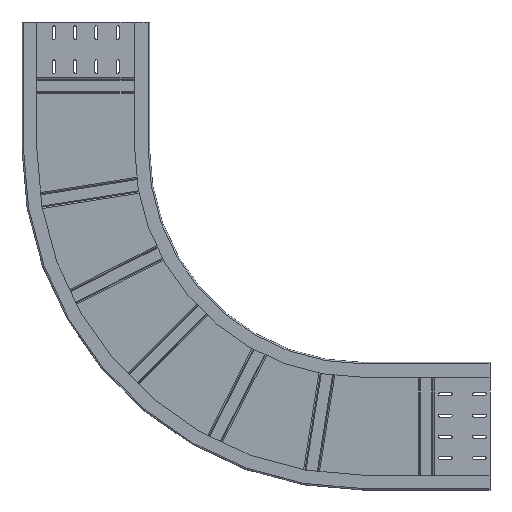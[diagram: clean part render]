
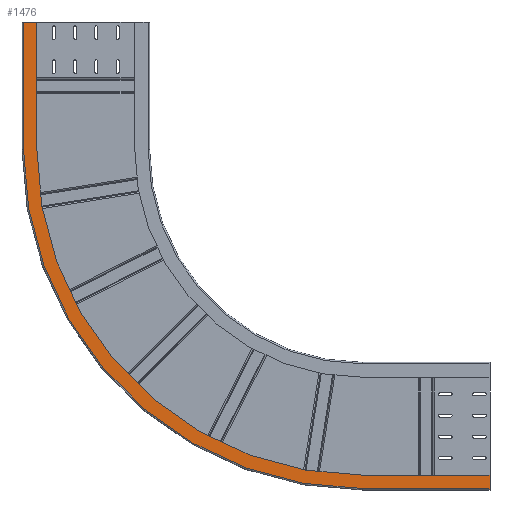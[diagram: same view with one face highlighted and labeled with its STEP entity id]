
A CAD part, front view. The second image highlights one B-rep face of the part: STEP entity #1476.
In plain terms, the highlighted planar face has unit normal (0, -1, 0).
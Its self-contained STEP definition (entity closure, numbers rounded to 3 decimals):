
#13=DIRECTION('',(0.,0.,-1.));
#14=VECTOR('',#13,31.5);
#15=CARTESIAN_POINT('',(1100.,0.,-1065.));
#16=LINE('',#15,#14);
#159=CARTESIAN_POINT('',(800.,0.,-300.));
#160=DIRECTION('',(0.,-1.,0.));
#161=DIRECTION('',(-1.,0.,0.));
#162=AXIS2_PLACEMENT_3D('',#159,#160,#161);
#164=DIRECTION('',(-1.,0.,0.));
#165=VECTOR('',#164,31.5);
#166=CARTESIAN_POINT('',(35.,0.,0.));
#167=LINE('',#166,#165);
#168=CARTESIAN_POINT('',(800.,0.,-300.));
#169=DIRECTION('',(0.,1.,0.));
#170=DIRECTION('',(0.,0.,-1.));
#171=AXIS2_PLACEMENT_3D('',#168,#169,#170);
#173=DIRECTION('',(-1.,0.,0.));
#174=VECTOR('',#173,300.);
#175=CARTESIAN_POINT('',(1100.,0.,-1065.));
#176=LINE('',#175,#174);
#192=DIRECTION('',(0.,0.,1.));
#193=VECTOR('',#192,300.);
#194=CARTESIAN_POINT('',(3.5,0.,-300.));
#195=LINE('',#194,#193);
#1037=DIRECTION('',(0.,0.,-1.));
#1038=VECTOR('',#1037,300.);
#1039=CARTESIAN_POINT('',(35.,0.,0.));
#1040=LINE('',#1039,#1038);
#1049=DIRECTION('',(-1.,0.,0.));
#1050=VECTOR('',#1049,300.);
#1051=CARTESIAN_POINT('',(1100.,0.,-1096.5));
#1052=LINE('',#1051,#1050);
#1299=CARTESIAN_POINT('',(1100.,0.,-1096.5));
#1300=VERTEX_POINT('',#1299);
#1304=CARTESIAN_POINT('',(3.5,0.,0.));
#1306=VERTEX_POINT('',#1304);
#1309=CARTESIAN_POINT('',(3.5,0.,-300.));
#1311=VERTEX_POINT('',#1309);
#1313=CARTESIAN_POINT('',(800.,0.,-1096.5));
#1314=VERTEX_POINT('',#1313);
#1319=CARTESIAN_POINT('',(800.,0.,-1065.));
#1321=VERTEX_POINT('',#1319);
#1323=CARTESIAN_POINT('',(1100.,0.,-1065.));
#1324=VERTEX_POINT('',#1323);
#1328=CARTESIAN_POINT('',(35.,0.,-300.));
#1330=VERTEX_POINT('',#1328);
#1331=CARTESIAN_POINT('',(35.,0.,0.));
#1332=VERTEX_POINT('',#1331);
#1454=CARTESIAN_POINT('',(35.,0.,-300.));
#1455=DIRECTION('',(0.,-1.,0.));
#1456=DIRECTION('',(1.,0.,0.));
#1457=AXIS2_PLACEMENT_3D('',#1454,#1455,#1456);
#1458=PLANE('',#1457);
#1460=ORIENTED_EDGE('',*,*,#1459,.F.);
#1462=ORIENTED_EDGE('',*,*,#1461,.T.);
#1464=ORIENTED_EDGE('',*,*,#1463,.F.);
#1466=ORIENTED_EDGE('',*,*,#1465,.T.);
#1468=ORIENTED_EDGE('',*,*,#1467,.F.);
#1470=ORIENTED_EDGE('',*,*,#1469,.F.);
#1471=ORIENTED_EDGE('',*,*,#1388,.T.);
#1473=ORIENTED_EDGE('',*,*,#1472,.T.);
#1474=EDGE_LOOP('',(#1460,#1462,#1464,#1466,#1468,#1470,#1471,#1473));
#1475=FACE_OUTER_BOUND('',#1474,.F.);
#1476=ADVANCED_FACE('',(#1475),#1458,.T.);
#163=CIRCLE('',#162,796.5);
#172=CIRCLE('',#171,765.);
#1388=EDGE_CURVE('',#1324,#1300,#16,.T.);
#1459=EDGE_CURVE('',#1311,#1314,#163,.T.);
#1461=EDGE_CURVE('',#1311,#1306,#195,.T.);
#1463=EDGE_CURVE('',#1332,#1306,#167,.T.);
#1465=EDGE_CURVE('',#1332,#1330,#1040,.T.);
#1467=EDGE_CURVE('',#1321,#1330,#172,.T.);
#1469=EDGE_CURVE('',#1324,#1321,#176,.T.);
#1472=EDGE_CURVE('',#1300,#1314,#1052,.T.);
